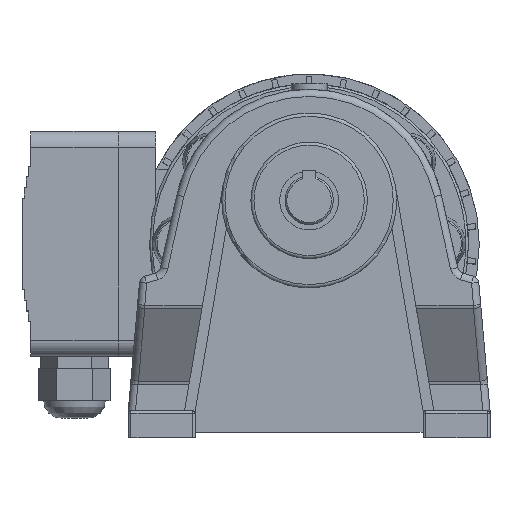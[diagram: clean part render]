
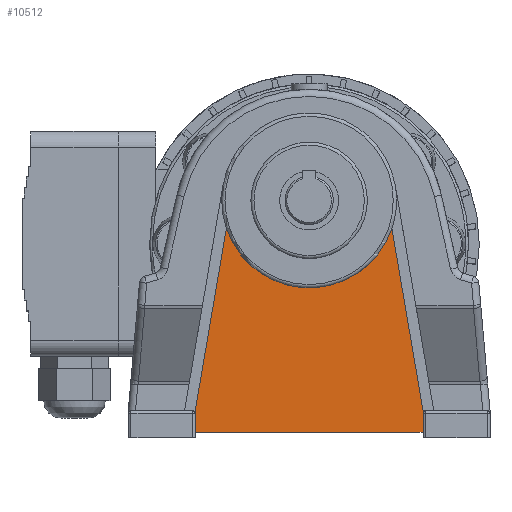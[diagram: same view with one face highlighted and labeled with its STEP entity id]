
A CAD part, top view. The second image highlights one B-rep face of the part: STEP entity #10512.
In plain terms, the highlighted planar face has unit normal (0, 0, 1).
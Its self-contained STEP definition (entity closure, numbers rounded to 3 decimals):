
#96=PLANE($,#11254);
#588=LINE($,#15581,#1762);
#607=LINE($,#15629,#1781);
#618=LINE($,#15652,#1792);
#691=LINE($,#15942,#1865);
#694=LINE($,#15949,#1868);
#1762=VECTOR($,#12254,85.);
#1781=VECTOR($,#12289,8.);
#1792=VECTOR($,#12306,8.);
#1865=VECTOR($,#12553,68.985);
#1868=VECTOR($,#12562,68.985);
#3203=FACE_OUTER_BOUND($,#3849,.T.);
#3849=EDGE_LOOP($,(#7814,#7815,#7816,#7817,#7818,#7819));
#4584=CIRCLE($,#11252,32.625);
#4912=VERTEX_POINT($,#15578);
#4913=VERTEX_POINT($,#15580);
#4934=VERTEX_POINT($,#15627);
#4943=VERTEX_POINT($,#15651);
#5005=VERTEX_POINT($,#15941);
#5006=VERTEX_POINT($,#15945);
#5946=EDGE_CURVE($,#4913,#4912,#588,.T.);
#5970=EDGE_CURVE($,#4912,#4934,#607,.T.);
#5982=EDGE_CURVE($,#4943,#4913,#618,.T.);
#6102=EDGE_CURVE($,#5005,#4943,#691,.T.);
#6104=EDGE_CURVE($,#5006,#5005,#4584,.T.);
#6106=EDGE_CURVE($,#4934,#5006,#694,.T.);
#7814=ORIENTED_EDGE($,*,*,#5982,.T.);
#7815=ORIENTED_EDGE($,*,*,#5946,.T.);
#7816=ORIENTED_EDGE($,*,*,#5970,.T.);
#7817=ORIENTED_EDGE($,*,*,#6106,.T.);
#7818=ORIENTED_EDGE($,*,*,#6104,.T.);
#7819=ORIENTED_EDGE($,*,*,#6102,.T.);
#10512=ADVANCED_FACE($,(#3203),#96,.T.);
#11252=AXIS2_PLACEMENT_3D($,#15946,#12557,#12558);
#11254=AXIS2_PLACEMENT_3D($,#15950,#12563,#12564);
#12254=DIRECTION($,(1.,0.,0.));
#12289=DIRECTION($,(0.,1.,0.));
#12306=DIRECTION($,(0.,-1.,0.));
#12553=DIRECTION($,(-0.168,-0.986,0.));
#12557=DIRECTION('center_axis',(0.,0.,-1.));
#12558=DIRECTION('ref_axis',(1.,0.,0.));
#12562=DIRECTION($,(-0.168,0.986,0.));
#12563=DIRECTION('center_axis',(0.,0.,1.));
#12564=DIRECTION('ref_axis',(1.,0.,0.));
#15578=CARTESIAN_POINT('',(42.5,-86.5,-6.519));
#15580=CARTESIAN_POINT('',(-42.5,-86.5,-6.519));
#15581=CARTESIAN_POINT($,(-42.5,-86.5,-6.519));
#15627=CARTESIAN_POINT('',(42.5,-78.5,-6.519));
#15629=CARTESIAN_POINT($,(42.5,-86.5,-6.519));
#15651=CARTESIAN_POINT('',(-42.5,-78.5,-6.519));
#15652=CARTESIAN_POINT($,(-42.5,-78.5,-6.519));
#15941=CARTESIAN_POINT('',(-30.89,-10.499,-6.519));
#15942=CARTESIAN_POINT($,(-30.89,-10.499,-6.519));
#15945=CARTESIAN_POINT('',(30.89,-10.499,-6.519));
#15946=CARTESIAN_POINT('Origin',(0.,0.,-6.519));
#15949=CARTESIAN_POINT($,(42.5,-78.5,-6.519));
#15950=CARTESIAN_POINT('Origin',(0.,0.,-6.519));
